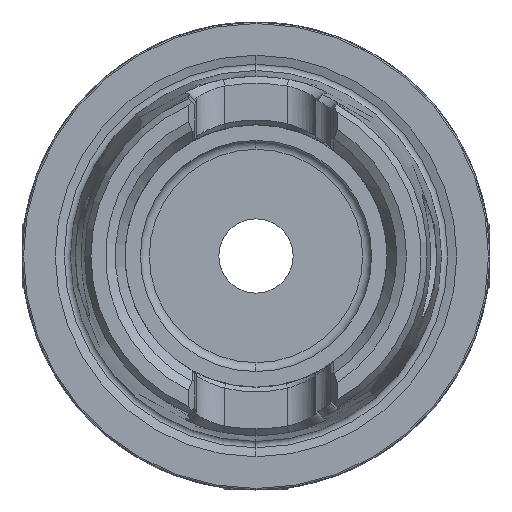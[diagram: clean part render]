
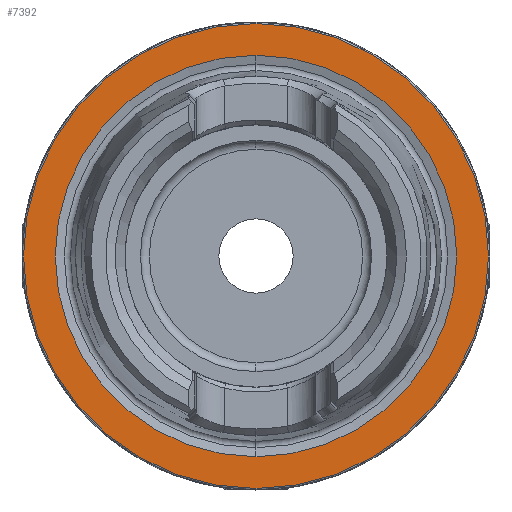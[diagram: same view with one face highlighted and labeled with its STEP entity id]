
A CAD part, left-side view. The second image highlights one B-rep face of the part: STEP entity #7392.
In plain terms, the highlighted planar face has unit normal (-1, 0, 0).
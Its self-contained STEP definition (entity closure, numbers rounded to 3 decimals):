
#80 = AXIS2_PLACEMENT_3D ( 'NONE', #779, #7915, #1791 ) ;
#133 = CARTESIAN_POINT ( 'NONE',  ( 0., 0., 0. ) ) ;
#592 = VERTEX_POINT ( 'NONE', #1734 ) ;
#779 = CARTESIAN_POINT ( 'NONE',  ( 0., 0., 0. ) ) ;
#1146 = DIRECTION ( 'NONE',  ( 0., 0., 1. ) ) ;
#1470 = CIRCLE ( 'NONE', #1552, 27. ) ;
#1516 = ORIENTED_EDGE ( 'NONE', *, *, #3433, .F. ) ;
#1552 = AXIS2_PLACEMENT_3D ( 'NONE', #4251, #4230, #4212 ) ;
#1734 = CARTESIAN_POINT ( 'NONE',  ( 0., 0., -31.275 ) ) ;
#1746 = VERTEX_POINT ( 'NONE', #12937 ) ;
#1791 = DIRECTION ( 'NONE',  ( 0., 0., 1. ) ) ;
#1817 = AXIS2_PLACEMENT_3D ( 'NONE', #10746, #12816, #6647 ) ;
#2335 = EDGE_CURVE ( 'NONE', #1746, #592, #12071, .T. ) ;
#2524 = PLANE ( 'NONE',  #1817 ) ;
#2630 = EDGE_LOOP ( 'NONE', ( #11177, #3583 ) ) ;
#3433 = EDGE_CURVE ( 'NONE', #7892, #10718, #1470, .T. ) ;
#3583 = ORIENTED_EDGE ( 'NONE', *, *, #11468, .T. ) ;
#4212 = DIRECTION ( 'NONE',  ( 0., 0., 1. ) ) ;
#4230 = DIRECTION ( 'NONE',  ( -1., 0., 0. ) ) ;
#4251 = CARTESIAN_POINT ( 'NONE',  ( 0., 0., 0. ) ) ;
#6003 = EDGE_LOOP ( 'NONE', ( #6638, #1516 ) ) ;
#6638 = ORIENTED_EDGE ( 'NONE', *, *, #7961, .F. ) ;
#6647 = DIRECTION ( 'NONE',  ( 0., 0., -1. ) ) ;
#7261 = DIRECTION ( 'NONE',  ( -1., 0., 0. ) ) ;
#7392 = ADVANCED_FACE ( 'NONE', ( #12521, #9747 ), #2524, .F. ) ;
#7892 = VERTEX_POINT ( 'NONE', #8054 ) ;
#7915 = DIRECTION ( 'NONE',  ( -1., 0., 0. ) ) ;
#7961 = EDGE_CURVE ( 'NONE', #10718, #7892, #11690, .T. ) ;
#8054 = CARTESIAN_POINT ( 'NONE',  ( 0., 0., -27. ) ) ;
#8453 = AXIS2_PLACEMENT_3D ( 'NONE', #133, #7261, #1146 ) ;
#9151 = AXIS2_PLACEMENT_3D ( 'NONE', #10121, #10071, #10021 ) ;
#9747 = FACE_OUTER_BOUND ( 'NONE', #2630, .T. ) ;
#9848 = CIRCLE ( 'NONE', #80, 31.275 ) ;
#10021 = DIRECTION ( 'NONE',  ( 0., 0., 1. ) ) ;
#10071 = DIRECTION ( 'NONE',  ( -1., 0., 0. ) ) ;
#10121 = CARTESIAN_POINT ( 'NONE',  ( 0., 0., 0. ) ) ;
#10718 = VERTEX_POINT ( 'NONE', #12124 ) ;
#10746 = CARTESIAN_POINT ( 'NONE',  ( 0., 31.275, 0. ) ) ;
#11177 = ORIENTED_EDGE ( 'NONE', *, *, #2335, .T. ) ;
#11468 = EDGE_CURVE ( 'NONE', #592, #1746, #9848, .T. ) ;
#11690 = CIRCLE ( 'NONE', #8453, 27. ) ;
#12071 = CIRCLE ( 'NONE', #9151, 31.275 ) ;
#12124 = CARTESIAN_POINT ( 'NONE',  ( 0., 0., 27. ) ) ;
#12521 = FACE_BOUND ( 'NONE', #6003, .T. ) ;
#12816 = DIRECTION ( 'NONE',  ( 1., 0., 0. ) ) ;
#12937 = CARTESIAN_POINT ( 'NONE',  ( 0., 0., 31.275 ) ) ;
